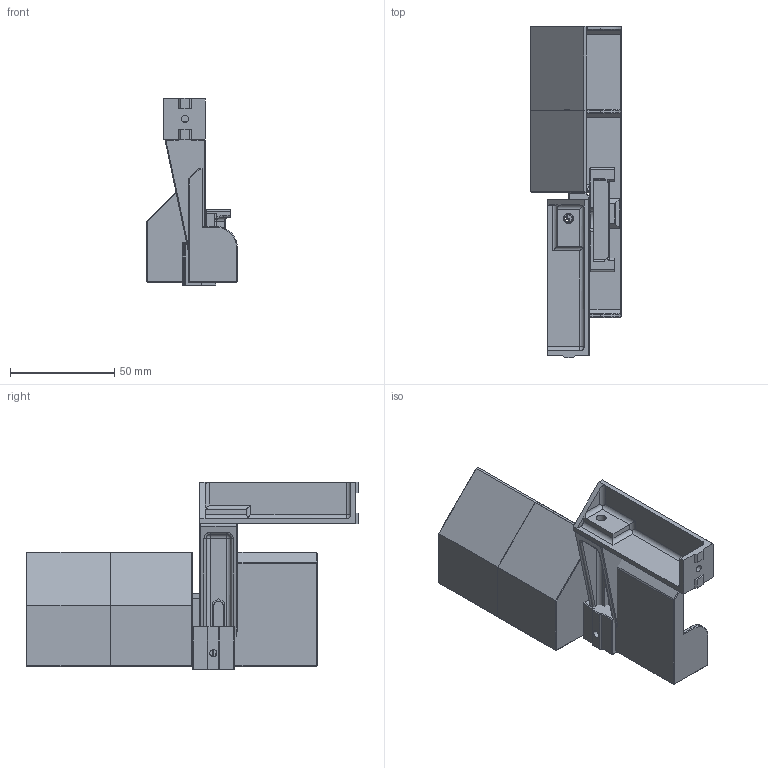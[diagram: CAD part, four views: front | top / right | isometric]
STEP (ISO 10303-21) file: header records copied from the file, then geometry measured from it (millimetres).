
FILE_DESCRIPTION(/* description */ (''),/* implementation_level */ '2;1');
FILE_NAME(/* name */ 'Nozzle_Brush_Assembly_for_Kinematic_Mounts_and_Trident.step',/* time_stamp */ '2024-02-15T10:42:38-05:00',/* author */ (''),/* organization */ (''),/* preprocessor_version */ 'ST-DEVELOPER v20',/* originating_system */ 'Autodesk Translation Framework v12.20.1.177',/* authorisation */ '');
FILE_SCHEMA (('AUTOMOTIVE_DESIGN { 1 0 10303 214 3 1 1 }'));
Length unit declared in the file: millimetre
Products named in the file (8): Nozzle_Brush_Assembly_for_Kinematic_Mounts_and_Trident; Purge Bucket--Large Vertical; extension_bracket; Brush Holder Sheet Stop -- Mod; Purge Bucket--Small Vertical; Brush Mount Spacer; Purge Bucket Trident Support; Brush Holder Sheet Stop (No Stop)
Assembly tree (7 placements, depth 2):
  Nozzle_Brush_Assembly_for_Kinematic_Mounts_and_Trident
    Purge Bucket--Large Vertical
    extension_bracket
    Brush Holder Sheet Stop -- Mod
    Purge Bucket--Small Vertical
    Brush Mount Spacer
    Purge Bucket Trident Support
    Brush Holder Sheet Stop (No Stop)
Bounding box: 43.5 x 159.53 x 90.2 mm (x, y, z)
Volume: 86747 mm3; surface area: 77795.2 mm2
Topology: 7 solids, 8 shells, 651 faces, 1695 edges, 1055 vertices
Faces by surface type: plane 462, cylinder 102, bspline 42, cone 34, torus 6, sphere 5
Full cylindrical faces by diameter (mm): 1.8 x2, 3.4 x2, 3.5 x5, 4.5 x1, 4.7 x1, 6 x9, 7.4 x1
Entity records: 22557 total; most frequent: CARTESIAN_POINT 6582, ORIENTED_EDGE 3384, DIRECTION 3079, EDGE_CURVE 1692, LINE 1299, VECTOR 1299, VERTEX_POINT 1055, AXIS2_PLACEMENT_3D 890
